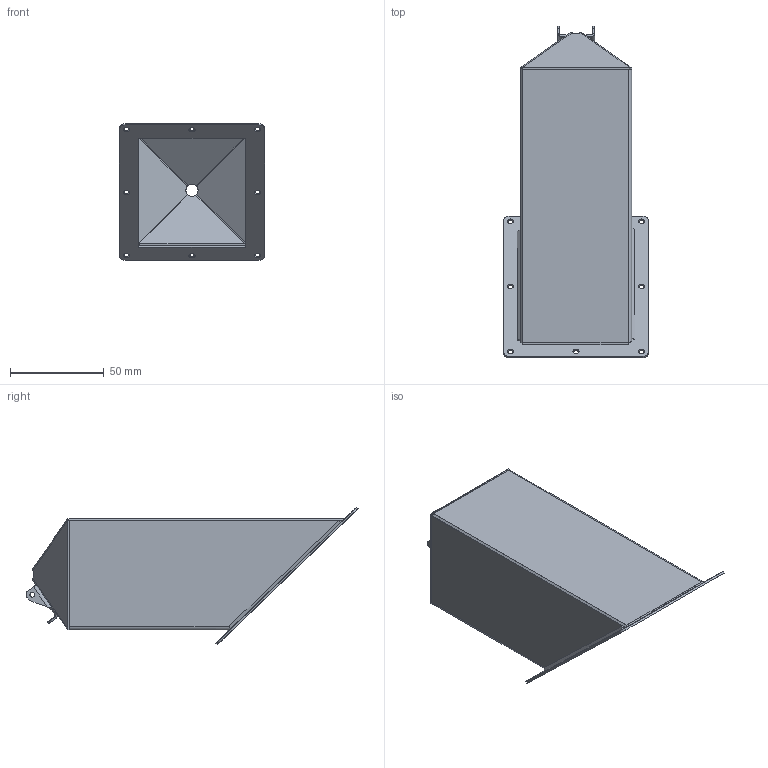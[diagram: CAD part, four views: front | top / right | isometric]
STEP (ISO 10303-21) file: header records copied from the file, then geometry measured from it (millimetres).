
FILE_DESCRIPTION(/* description */ ('FULL WELDMENT FOR RAT CAGE BOTTLE HOLDER V4'),/* implementation_level */ '2;1');
FILE_NAME(/* name */ 'RCBH4 WELDMENT revA.stp',/* time_stamp */ '2020-11-16T14:17:58-05:00',/* author */ ('talbotj'),/* organization */ (''),/* preprocessor_version */ 'ST-DEVELOPER v18.1',/* originating_system */ 'Autodesk Inventor 2020',/* authorisation */ '');
FILE_SCHEMA (('AUTOMOTIVE_DESIGN { 1 0 10303 214 3 1 1 }'));
Length unit declared in the file: inch
Products named in the file (7): J008644; J008644_1; J008640; J008642; J008641; J008639; J008643
Assembly tree (7 placements, depth 2):
  J008644
    J008644_1
    J008639  x2
    J008640
    J008642
    J008641
    J008643
Bounding box: 77.47 x 176.74 x 73.11 mm (x, y, z)
Volume: 37155.5 mm3; surface area: 74107.4 mm2
Topology: 21 solids, 21 shells, 227 faces, 531 edges, 360 vertices
Faces by surface type: plane 154, cylinder 56, bspline 16, cone 1
Full cylindrical faces by diameter (mm): 2.54 x2, 3.251 x8
Entity records: 6822 total; most frequent: CARTESIAN_POINT 1744, DIRECTION 988, ORIENTED_EDGE 944, EDGE_CURVE 472, LINE 352, VECTOR 352, AXIS2_PLACEMENT_3D 318, VERTEX_POINT 304
